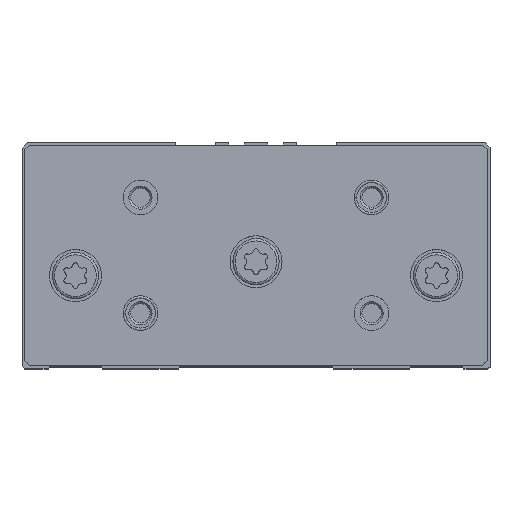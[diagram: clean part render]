
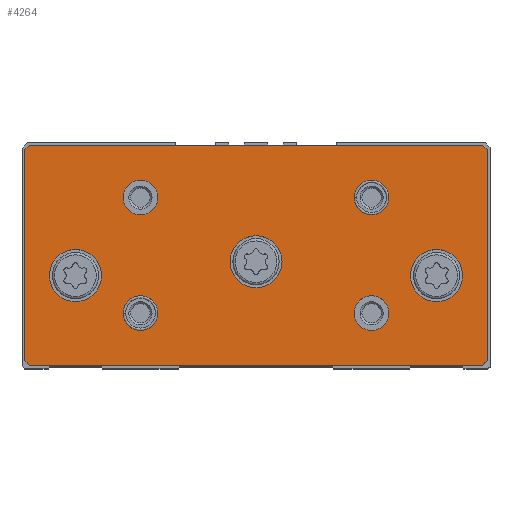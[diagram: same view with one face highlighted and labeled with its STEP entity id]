
A CAD part, top view. The second image highlights one B-rep face of the part: STEP entity #4264.
In plain terms, the highlighted face is planar.
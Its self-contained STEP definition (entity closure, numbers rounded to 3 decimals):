
#400=LINE('',#7344,#638);
#404=LINE('',#7353,#642);
#407=LINE('',#7359,#645);
#410=LINE('',#7365,#648);
#413=LINE('',#7371,#651);
#416=LINE('',#7377,#654);
#419=LINE('',#7383,#657);
#422=LINE('',#7389,#660);
#638=VECTOR('',#6011,1000.);
#642=VECTOR('',#6017,1000.);
#645=VECTOR('',#6022,1000.);
#648=VECTOR('',#6027,1000.);
#651=VECTOR('',#6032,1000.);
#654=VECTOR('',#6037,1000.);
#657=VECTOR('',#6042,1000.);
#660=VECTOR('',#6047,1000.);
#1386=ORIENTED_EDGE('',*,*,#2141,.F.);
#1387=ORIENTED_EDGE('',*,*,#2142,.F.);
#1388=ORIENTED_EDGE('',*,*,#2143,.F.);
#1389=ORIENTED_EDGE('',*,*,#2144,.F.);
#1390=ORIENTED_EDGE('',*,*,#2145,.F.);
#1391=ORIENTED_EDGE('',*,*,#2146,.F.);
#1392=ORIENTED_EDGE('',*,*,#2147,.F.);
#1393=ORIENTED_EDGE('',*,*,#2110,.T.);
#1394=ORIENTED_EDGE('',*,*,#2114,.T.);
#1395=ORIENTED_EDGE('',*,*,#2117,.T.);
#1396=ORIENTED_EDGE('',*,*,#2120,.T.);
#1397=ORIENTED_EDGE('',*,*,#2123,.T.);
#1398=ORIENTED_EDGE('',*,*,#2126,.T.);
#1399=ORIENTED_EDGE('',*,*,#2129,.T.);
#1400=ORIENTED_EDGE('',*,*,#2132,.T.);
#2110=EDGE_CURVE('',#2591,#2592,#400,.T.);
#2114=EDGE_CURVE('',#2592,#2595,#404,.T.);
#2117=EDGE_CURVE('',#2595,#2597,#407,.T.);
#2120=EDGE_CURVE('',#2597,#2599,#410,.T.);
#2123=EDGE_CURVE('',#2599,#2601,#413,.T.);
#2126=EDGE_CURVE('',#2601,#2603,#416,.T.);
#2129=EDGE_CURVE('',#2603,#2605,#419,.T.);
#2132=EDGE_CURVE('',#2605,#2591,#422,.T.);
#2141=EDGE_CURVE('',#2612,#2612,#2912,.T.);
#2142=EDGE_CURVE('',#2613,#2613,#2913,.T.);
#2143=EDGE_CURVE('',#2614,#2614,#2914,.T.);
#2144=EDGE_CURVE('',#2615,#2615,#2915,.T.);
#2145=EDGE_CURVE('',#2616,#2616,#2916,.T.);
#2146=EDGE_CURVE('',#2617,#2617,#2917,.T.);
#2147=EDGE_CURVE('',#2618,#2618,#2918,.T.);
#2591=VERTEX_POINT('',#7345);
#2592=VERTEX_POINT('',#7346);
#2595=VERTEX_POINT('',#7354);
#2597=VERTEX_POINT('',#7360);
#2599=VERTEX_POINT('',#7366);
#2601=VERTEX_POINT('',#7372);
#2603=VERTEX_POINT('',#7378);
#2605=VERTEX_POINT('',#7384);
#2612=VERTEX_POINT('',#7406);
#2613=VERTEX_POINT('',#7408);
#2614=VERTEX_POINT('',#7410);
#2615=VERTEX_POINT('',#7412);
#2616=VERTEX_POINT('',#7414);
#2617=VERTEX_POINT('',#7416);
#2618=VERTEX_POINT('',#7418);
#2912=CIRCLE('',#4951,9.);
#2913=CIRCLE('',#4952,9.);
#2914=CIRCLE('',#4953,9.);
#2915=CIRCLE('',#4954,6.);
#2916=CIRCLE('',#4955,6.);
#2917=CIRCLE('',#4956,6.);
#2918=CIRCLE('',#4957,6.);
#3319=EDGE_LOOP('',(#1386));
#3320=EDGE_LOOP('',(#1387));
#3321=EDGE_LOOP('',(#1388));
#3322=EDGE_LOOP('',(#1389));
#3323=EDGE_LOOP('',(#1390));
#3324=EDGE_LOOP('',(#1391));
#3325=EDGE_LOOP('',(#1392));
#3326=EDGE_LOOP('',(#1393,#1394,#1395,#1396,#1397,#1398,#1399,#1400));
#3799=FACE_BOUND('',#3319,.T.);
#3800=FACE_BOUND('',#3320,.T.);
#3801=FACE_BOUND('',#3321,.T.);
#3802=FACE_BOUND('',#3322,.T.);
#3803=FACE_BOUND('',#3323,.T.);
#3804=FACE_BOUND('',#3324,.T.);
#3805=FACE_BOUND('',#3325,.T.);
#3806=FACE_BOUND('',#3326,.T.);
#4052=PLANE('',#4950);
#4264=ADVANCED_FACE('',(#3799,#3800,#3801,#3802,#3803,#3804,#3805,#3806),
#4052,.F.);
#4950=AXIS2_PLACEMENT_3D('',#7404,#6063,#6064);
#4951=AXIS2_PLACEMENT_3D('',#7405,#6065,#6066);
#4952=AXIS2_PLACEMENT_3D('',#7407,#6067,#6068);
#4953=AXIS2_PLACEMENT_3D('',#7409,#6069,#6070);
#4954=AXIS2_PLACEMENT_3D('',#7411,#6071,#6072);
#4955=AXIS2_PLACEMENT_3D('',#7413,#6073,#6074);
#4956=AXIS2_PLACEMENT_3D('',#7415,#6075,#6076);
#4957=AXIS2_PLACEMENT_3D('',#7417,#6077,#6078);
#6011=DIRECTION('',(0.,-1.,0.));
#6017=DIRECTION('',(0.,-0.707,-0.707));
#6022=DIRECTION('',(0.,0.,-1.));
#6027=DIRECTION('',(0.,0.707,-0.707));
#6032=DIRECTION('',(0.,1.,0.));
#6037=DIRECTION('',(0.,0.707,0.707));
#6042=DIRECTION('',(0.,0.,1.));
#6047=DIRECTION('',(0.,-0.707,0.707));
#6063=DIRECTION('',(-1.,0.,0.));
#6064=DIRECTION('',(0.,0.,1.));
#6065=DIRECTION('',(1.,0.,0.));
#6066=DIRECTION('',(0.,0.,-1.));
#6067=DIRECTION('',(1.,0.,0.));
#6068=DIRECTION('',(0.,0.,-1.));
#6069=DIRECTION('',(1.,0.,0.));
#6070=DIRECTION('',(0.,0.,-1.));
#6071=DIRECTION('',(1.,0.,0.));
#6072=DIRECTION('',(0.,0.,-1.));
#6073=DIRECTION('',(1.,0.,0.));
#6074=DIRECTION('',(0.,0.,-1.));
#6075=DIRECTION('',(1.,0.,0.));
#6076=DIRECTION('',(0.,0.,-1.));
#6077=DIRECTION('',(1.,0.,0.));
#6078=DIRECTION('',(0.,0.,-1.));
#7344=CARTESIAN_POINT('',(18.,38.7,80.));
#7345=CARTESIAN_POINT('',(18.,38.7,80.));
#7346=CARTESIAN_POINT('',(18.,-34.3,80.));
#7353=CARTESIAN_POINT('',(18.,-34.3,80.));
#7354=CARTESIAN_POINT('',(18.,-35.8,78.5));
#7359=CARTESIAN_POINT('',(18.,-35.8,78.5));
#7360=CARTESIAN_POINT('',(18.,-35.8,-78.5));
#7365=CARTESIAN_POINT('',(18.,-35.8,-78.5));
#7366=CARTESIAN_POINT('',(18.,-34.3,-80.));
#7371=CARTESIAN_POINT('',(18.,-34.3,-80.));
#7372=CARTESIAN_POINT('',(18.,38.7,-80.));
#7377=CARTESIAN_POINT('',(18.,38.7,-80.));
#7378=CARTESIAN_POINT('',(18.,40.2,-78.5));
#7383=CARTESIAN_POINT('',(18.,40.2,-78.5));
#7384=CARTESIAN_POINT('',(18.,40.2,78.5));
#7389=CARTESIAN_POINT('',(18.,40.2,78.5));
#7404=CARTESIAN_POINT('',(18.,-4.8,-72.5));
#7405=CARTESIAN_POINT('',(18.,-4.8,-62.5));
#7406=CARTESIAN_POINT('',(18.,-4.8,-71.5));
#7407=CARTESIAN_POINT('',(18.,-4.8,62.5));
#7408=CARTESIAN_POINT('',(18.,-4.8,53.5));
#7409=CARTESIAN_POINT('',(18.,0.,0.));
#7410=CARTESIAN_POINT('',(18.,0.,-9.));
#7411=CARTESIAN_POINT('',(18.,-17.8,40.));
#7412=CARTESIAN_POINT('',(18.,-17.8,34.));
#7413=CARTESIAN_POINT('',(18.,-17.8,-40.));
#7414=CARTESIAN_POINT('',(18.,-17.8,-46.));
#7415=CARTESIAN_POINT('',(18.,22.2,40.));
#7416=CARTESIAN_POINT('',(18.,22.2,34.));
#7417=CARTESIAN_POINT('',(18.,22.2,-40.));
#7418=CARTESIAN_POINT('',(18.,22.2,-46.));
